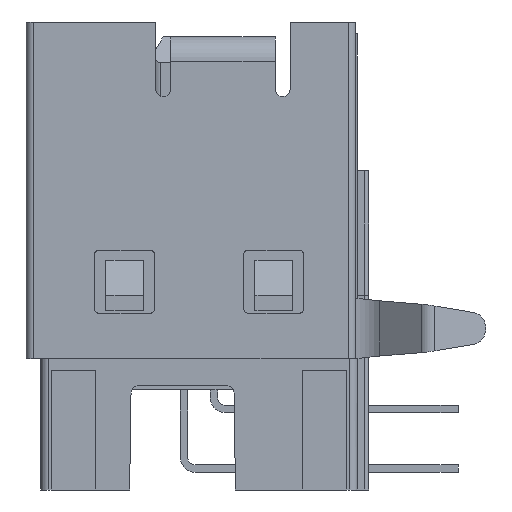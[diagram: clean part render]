
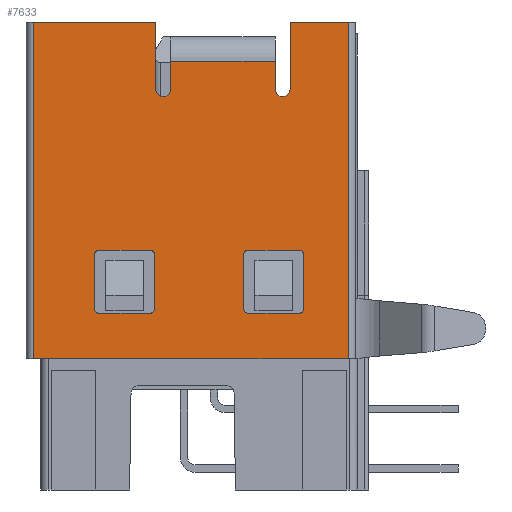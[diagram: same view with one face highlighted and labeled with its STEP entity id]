
A CAD part, left-side view. The second image highlights one B-rep face of the part: STEP entity #7633.
In plain terms, the highlighted planar face has unit normal (-1, 0, 0).
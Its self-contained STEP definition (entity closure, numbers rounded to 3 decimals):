
#41=DIRECTION('',(0.,1.,0.));
#42=VECTOR('',#41,4.1);
#43=CARTESIAN_POINT('',(-6.015,1.45,0.));
#44=LINE('',#43,#42);
#93=DIRECTION('',(0.,1.,0.));
#94=VECTOR('',#93,1.95);
#95=CARTESIAN_POINT('',(-6.015,-5.,0.));
#96=LINE('',#95,#94);
#140=DIRECTION('',(0.,-1.,0.));
#141=VECTOR('',#140,1.74);
#142=CARTESIAN_POINT('',(-6.015,-1.63,-7.658));
#143=LINE('',#142,#141);
#144=CARTESIAN_POINT('',(-6.015,-1.63,-7.788));
#145=DIRECTION('',(1.,0.,0.));
#146=DIRECTION('',(0.,1.,0.));
#147=AXIS2_PLACEMENT_3D('',#144,#145,#146);
#149=DIRECTION('',(0.,0.,1.));
#150=VECTOR('',#149,1.85);
#151=CARTESIAN_POINT('',(-6.015,-1.5,-9.638));
#152=LINE('',#151,#150);
#153=CARTESIAN_POINT('',(-6.015,-1.63,-9.638));
#154=DIRECTION('',(1.,0.,0.));
#155=DIRECTION('',(0.,0.,-1.));
#156=AXIS2_PLACEMENT_3D('',#153,#154,#155);
#158=DIRECTION('',(0.,1.,0.));
#159=VECTOR('',#158,1.74);
#160=CARTESIAN_POINT('',(-6.015,-3.37,-9.768));
#161=LINE('',#160,#159);
#162=CARTESIAN_POINT('',(-6.015,-3.37,-9.638));
#163=DIRECTION('',(1.,0.,0.));
#164=DIRECTION('',(0.,-1.,0.));
#165=AXIS2_PLACEMENT_3D('',#162,#163,#164);
#167=DIRECTION('',(0.,0.,-1.));
#168=VECTOR('',#167,1.85);
#169=CARTESIAN_POINT('',(-6.015,-3.5,-7.788));
#170=LINE('',#169,#168);
#171=CARTESIAN_POINT('',(-6.015,-3.37,-7.788));
#172=DIRECTION('',(1.,0.,0.));
#173=DIRECTION('',(0.,0.,1.));
#174=AXIS2_PLACEMENT_3D('',#171,#172,#173);
#176=CARTESIAN_POINT('',(-6.015,1.63,-7.788));
#177=DIRECTION('',(1.,0.,0.));
#178=DIRECTION('',(0.,0.,1.));
#179=AXIS2_PLACEMENT_3D('',#176,#177,#178);
#181=DIRECTION('',(0.,-1.,0.));
#182=VECTOR('',#181,1.74);
#183=CARTESIAN_POINT('',(-6.015,3.37,-7.658));
#184=LINE('',#183,#182);
#185=CARTESIAN_POINT('',(-6.015,3.37,-7.788));
#186=DIRECTION('',(1.,0.,0.));
#187=DIRECTION('',(0.,1.,0.));
#188=AXIS2_PLACEMENT_3D('',#185,#186,#187);
#190=DIRECTION('',(0.,0.,1.));
#191=VECTOR('',#190,1.85);
#192=CARTESIAN_POINT('',(-6.015,3.5,-9.638));
#193=LINE('',#192,#191);
#194=CARTESIAN_POINT('',(-6.015,3.37,-9.638));
#195=DIRECTION('',(1.,0.,0.));
#196=DIRECTION('',(0.,0.,-1.));
#197=AXIS2_PLACEMENT_3D('',#194,#195,#196);
#199=DIRECTION('',(0.,1.,0.));
#200=VECTOR('',#199,1.74);
#201=CARTESIAN_POINT('',(-6.015,1.63,-9.768));
#202=LINE('',#201,#200);
#203=CARTESIAN_POINT('',(-6.015,1.63,-9.638));
#204=DIRECTION('',(1.,0.,0.));
#205=DIRECTION('',(0.,-1.,0.));
#206=AXIS2_PLACEMENT_3D('',#203,#204,#205);
#208=DIRECTION('',(0.,0.,-1.));
#209=VECTOR('',#208,1.85);
#210=CARTESIAN_POINT('',(-6.015,1.5,-7.788));
#211=LINE('',#210,#209);
#212=DIRECTION('',(0.,0.,1.));
#213=VECTOR('',#212,11.3);
#214=CARTESIAN_POINT('',(-6.015,5.55,-11.3));
#215=LINE('',#214,#213);
#216=CARTESIAN_POINT('',(-6.015,1.2,-2.25));
#217=DIRECTION('',(1.,0.,0.));
#218=DIRECTION('',(0.,-1.,0.));
#219=AXIS2_PLACEMENT_3D('',#216,#217,#218);
#221=DIRECTION('',(0.,0.,-1.));
#222=VECTOR('',#221,0.93);
#223=CARTESIAN_POINT('',(-6.015,0.95,-1.32));
#224=LINE('',#223,#222);
#225=DIRECTION('',(0.,1.,0.));
#226=VECTOR('',#225,3.5);
#227=CARTESIAN_POINT('',(-6.015,-2.55,-1.32));
#228=LINE('',#227,#226);
#229=DIRECTION('',(0.,0.,1.));
#230=VECTOR('',#229,0.93);
#231=CARTESIAN_POINT('',(-6.015,-2.55,-2.25));
#232=LINE('',#231,#230);
#233=CARTESIAN_POINT('',(-6.015,-2.8,-2.25));
#234=DIRECTION('',(1.,0.,0.));
#235=DIRECTION('',(0.,-1.,0.));
#236=AXIS2_PLACEMENT_3D('',#233,#234,#235);
#238=DIRECTION('',(0.,0.,1.));
#239=VECTOR('',#238,11.3);
#240=CARTESIAN_POINT('',(-6.015,-5.,-11.3));
#241=LINE('',#240,#239);
#613=DIRECTION('',(0.,1.,0.));
#614=VECTOR('',#613,10.55);
#615=CARTESIAN_POINT('',(-6.015,-5.,-11.3));
#616=LINE('',#615,#614);
#4866=DIRECTION('',(0.,0.,-1.));
#4867=VECTOR('',#4866,2.25);
#4868=CARTESIAN_POINT('',(-6.015,-3.05,0.));
#4869=LINE('',#4868,#4867);
#5216=DIRECTION('',(0.,0.,1.));
#5217=VECTOR('',#5216,2.25);
#5218=CARTESIAN_POINT('',(-6.015,1.45,-2.25));
#5219=LINE('',#5218,#5217);
#5721=CARTESIAN_POINT('',(-6.015,1.45,0.));
#5723=VERTEX_POINT('',#5721);
#5731=CARTESIAN_POINT('',(-6.015,-3.05,0.));
#5733=VERTEX_POINT('',#5731);
#5782=CARTESIAN_POINT('',(-6.015,-1.63,-7.658));
#5783=CARTESIAN_POINT('',(-6.015,-3.37,-7.658));
#5784=VERTEX_POINT('',#5782);
#5785=VERTEX_POINT('',#5783);
#5786=CARTESIAN_POINT('',(-6.015,-3.5,-7.788));
#5787=VERTEX_POINT('',#5786);
#5788=CARTESIAN_POINT('',(-6.015,-3.5,-9.638));
#5789=VERTEX_POINT('',#5788);
#5790=CARTESIAN_POINT('',(-6.015,-3.37,-9.768));
#5791=VERTEX_POINT('',#5790);
#5792=CARTESIAN_POINT('',(-6.015,-1.63,-9.768));
#5793=VERTEX_POINT('',#5792);
#5794=CARTESIAN_POINT('',(-6.015,-1.5,-9.638));
#5795=VERTEX_POINT('',#5794);
#5796=CARTESIAN_POINT('',(-6.015,-1.5,-7.788));
#5797=VERTEX_POINT('',#5796);
#5798=CARTESIAN_POINT('',(-6.015,1.63,-7.658));
#5799=CARTESIAN_POINT('',(-6.015,1.5,-7.788));
#5800=VERTEX_POINT('',#5798);
#5801=VERTEX_POINT('',#5799);
#5802=CARTESIAN_POINT('',(-6.015,1.5,-9.638));
#5803=VERTEX_POINT('',#5802);
#5804=CARTESIAN_POINT('',(-6.015,1.63,-9.768));
#5805=VERTEX_POINT('',#5804);
#5806=CARTESIAN_POINT('',(-6.015,3.37,-9.768));
#5807=VERTEX_POINT('',#5806);
#5808=CARTESIAN_POINT('',(-6.015,3.5,-9.638));
#5809=VERTEX_POINT('',#5808);
#5810=CARTESIAN_POINT('',(-6.015,3.5,-7.788));
#5811=VERTEX_POINT('',#5810);
#5812=CARTESIAN_POINT('',(-6.015,3.37,-7.658));
#5813=VERTEX_POINT('',#5812);
#5814=CARTESIAN_POINT('',(-6.015,0.95,-2.25));
#5815=CARTESIAN_POINT('',(-6.015,1.45,-2.25));
#5816=VERTEX_POINT('',#5814);
#5817=VERTEX_POINT('',#5815);
#5818=CARTESIAN_POINT('',(-6.015,-3.05,-2.25));
#5819=CARTESIAN_POINT('',(-6.015,-2.55,-2.25));
#5820=VERTEX_POINT('',#5818);
#5821=VERTEX_POINT('',#5819);
#6538=CARTESIAN_POINT('',(-6.015,0.95,-1.32));
#6539=VERTEX_POINT('',#6538);
#6540=CARTESIAN_POINT('',(-6.015,-2.55,-1.32));
#6541=VERTEX_POINT('',#6540);
#7435=CARTESIAN_POINT('',(-6.015,5.55,0.));
#7437=VERTEX_POINT('',#7435);
#7438=CARTESIAN_POINT('',(-6.015,5.55,-11.3));
#7439=VERTEX_POINT('',#7438);
#7450=CARTESIAN_POINT('',(-6.015,-5.,0.));
#7452=VERTEX_POINT('',#7450);
#7456=CARTESIAN_POINT('',(-6.015,-5.,-11.3));
#7457=VERTEX_POINT('',#7456);
#7569=CARTESIAN_POINT('',(-6.015,-5.25,0.));
#7570=DIRECTION('',(-1.,0.,0.));
#7571=DIRECTION('',(0.,1.,0.));
#7572=AXIS2_PLACEMENT_3D('',#7569,#7570,#7571);
#7573=PLANE('',#7572);
#7574=ORIENTED_EDGE('',*,*,#7560,.T.);
#7575=ORIENTED_EDGE('',*,*,#7489,.F.);
#7577=ORIENTED_EDGE('',*,*,#7576,.F.);
#7579=ORIENTED_EDGE('',*,*,#7578,.F.);
#7581=ORIENTED_EDGE('',*,*,#7580,.F.);
#7583=ORIENTED_EDGE('',*,*,#7582,.F.);
#7585=ORIENTED_EDGE('',*,*,#7584,.F.);
#7587=ORIENTED_EDGE('',*,*,#7586,.F.);
#7589=ORIENTED_EDGE('',*,*,#7588,.F.);
#7590=ORIENTED_EDGE('',*,*,#7529,.F.);
#7592=ORIENTED_EDGE('',*,*,#7591,.F.);
#7594=ORIENTED_EDGE('',*,*,#7593,.T.);
#7595=EDGE_LOOP('',(#7574,#7575,#7577,#7579,#7581,#7583,#7585,#7587,#7589,#7590,
#7592,#7594));
#7596=FACE_OUTER_BOUND('',#7595,.F.);
#7598=ORIENTED_EDGE('',*,*,#7597,.F.);
#7600=ORIENTED_EDGE('',*,*,#7599,.F.);
#7602=ORIENTED_EDGE('',*,*,#7601,.F.);
#7604=ORIENTED_EDGE('',*,*,#7603,.F.);
#7606=ORIENTED_EDGE('',*,*,#7605,.F.);
#7608=ORIENTED_EDGE('',*,*,#7607,.F.);
#7610=ORIENTED_EDGE('',*,*,#7609,.F.);
#7612=ORIENTED_EDGE('',*,*,#7611,.F.);
#7613=EDGE_LOOP('',(#7598,#7600,#7602,#7604,#7606,#7608,#7610,#7612));
#7614=FACE_BOUND('',#7613,.F.);
#7616=ORIENTED_EDGE('',*,*,#7615,.F.);
#7618=ORIENTED_EDGE('',*,*,#7617,.F.);
#7620=ORIENTED_EDGE('',*,*,#7619,.F.);
#7622=ORIENTED_EDGE('',*,*,#7621,.F.);
#7624=ORIENTED_EDGE('',*,*,#7623,.F.);
#7626=ORIENTED_EDGE('',*,*,#7625,.F.);
#7628=ORIENTED_EDGE('',*,*,#7627,.F.);
#7630=ORIENTED_EDGE('',*,*,#7629,.F.);
#7631=EDGE_LOOP('',(#7616,#7618,#7620,#7622,#7624,#7626,#7628,#7630));
#7632=FACE_BOUND('',#7631,.F.);
#148=CIRCLE('',#147,0.13);
#157=CIRCLE('',#156,0.13);
#166=CIRCLE('',#165,0.13);
#175=CIRCLE('',#174,0.13);
#180=CIRCLE('',#179,0.13);
#189=CIRCLE('',#188,0.13);
#198=CIRCLE('',#197,0.13);
#207=CIRCLE('',#206,0.13);
#220=CIRCLE('',#219,0.25);
#237=CIRCLE('',#236,0.25);
#7489=EDGE_CURVE('',#5723,#7437,#44,.T.);
#7529=EDGE_CURVE('',#7452,#5733,#96,.T.);
#7560=EDGE_CURVE('',#7439,#7437,#215,.T.);
#7576=EDGE_CURVE('',#5817,#5723,#5219,.T.);
#7578=EDGE_CURVE('',#5816,#5817,#220,.T.);
#7580=EDGE_CURVE('',#6539,#5816,#224,.T.);
#7582=EDGE_CURVE('',#6541,#6539,#228,.T.);
#7584=EDGE_CURVE('',#5821,#6541,#232,.T.);
#7586=EDGE_CURVE('',#5820,#5821,#237,.T.);
#7588=EDGE_CURVE('',#5733,#5820,#4869,.T.);
#7591=EDGE_CURVE('',#7457,#7452,#241,.T.);
#7593=EDGE_CURVE('',#7457,#7439,#616,.T.);
#7597=EDGE_CURVE('',#5800,#5801,#180,.T.);
#7599=EDGE_CURVE('',#5813,#5800,#184,.T.);
#7601=EDGE_CURVE('',#5811,#5813,#189,.T.);
#7603=EDGE_CURVE('',#5809,#5811,#193,.T.);
#7605=EDGE_CURVE('',#5807,#5809,#198,.T.);
#7607=EDGE_CURVE('',#5805,#5807,#202,.T.);
#7609=EDGE_CURVE('',#5803,#5805,#207,.T.);
#7611=EDGE_CURVE('',#5801,#5803,#211,.T.);
#7615=EDGE_CURVE('',#5784,#5785,#143,.T.);
#7617=EDGE_CURVE('',#5797,#5784,#148,.T.);
#7619=EDGE_CURVE('',#5795,#5797,#152,.T.);
#7621=EDGE_CURVE('',#5793,#5795,#157,.T.);
#7623=EDGE_CURVE('',#5791,#5793,#161,.T.);
#7625=EDGE_CURVE('',#5789,#5791,#166,.T.);
#7627=EDGE_CURVE('',#5787,#5789,#170,.T.);
#7629=EDGE_CURVE('',#5785,#5787,#175,.T.);
#7633=ADVANCED_FACE('',(#7596,#7614,#7632),#7573,.T.);
